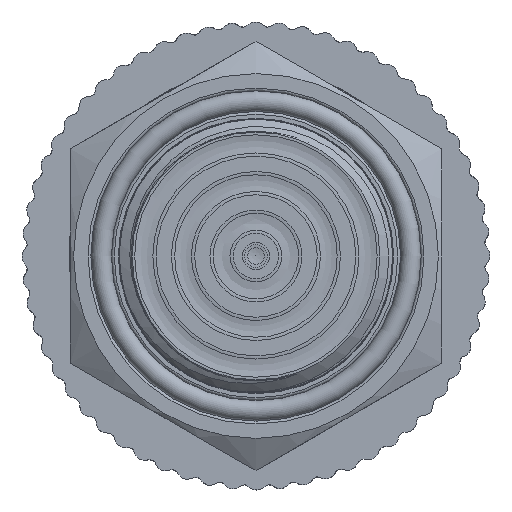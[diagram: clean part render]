
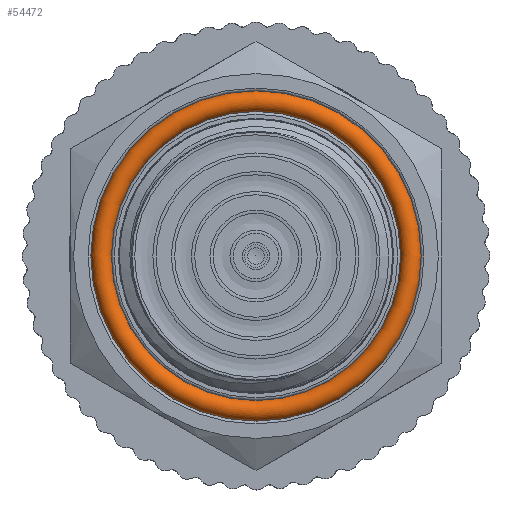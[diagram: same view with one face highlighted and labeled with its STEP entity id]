
A CAD part, left-side view. The second image highlights one B-rep face of the part: STEP entity #54472.
In plain terms, the highlighted toroidal (fillet/blend) face has major radius 11.25 mm and minor radius 0.75 mm.
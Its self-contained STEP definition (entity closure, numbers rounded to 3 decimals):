
#1631=TOROIDAL_SURFACE('',#58800,11.25,0.75);
#5967=FACE_OUTER_BOUND('',#8867,.T.);
#8867=EDGE_LOOP('',(#50829,#50830,#50831,#50832));
#9849=CIRCLE('',#58801,0.75);
#9850=CIRCLE('',#58802,10.5);
#26043=VERTEX_POINT('',#127337);
#34305=EDGE_CURVE('',#26043,#26043,#9849,.T.);
#34306=EDGE_CURVE('',#26043,#26043,#9850,.T.);
#50829=ORIENTED_EDGE('',*,*,#34305,.F.);
#50830=ORIENTED_EDGE('',*,*,#34306,.T.);
#50831=ORIENTED_EDGE('',*,*,#34305,.T.);
#50832=ORIENTED_EDGE('',*,*,#34306,.F.);
#54472=ADVANCED_FACE('',(#5967),#1631,.T.);
#58800=AXIS2_PLACEMENT_3D('',#127336,#71667,#71668);
#58801=AXIS2_PLACEMENT_3D('',#127338,#71669,#71670);
#58802=AXIS2_PLACEMENT_3D('',#127339,#71671,#71672);
#71667=DIRECTION('center_axis',(1.,0.,0.));
#71668=DIRECTION('ref_axis',(0.,0.,-1.));
#71669=DIRECTION('center_axis',(0.,-1.,0.));
#71670=DIRECTION('ref_axis',(0.,0.,1.));
#71671=DIRECTION('center_axis',(-1.,0.,0.));
#71672=DIRECTION('ref_axis',(0.,0.,-1.));
#127336=CARTESIAN_POINT('Origin',(15.2,0.,0.));
#127337=CARTESIAN_POINT('',(15.2,0.,10.5));
#127338=CARTESIAN_POINT('Origin',(15.2,0.,11.25));
#127339=CARTESIAN_POINT('Origin',(15.2,0.,0.));
